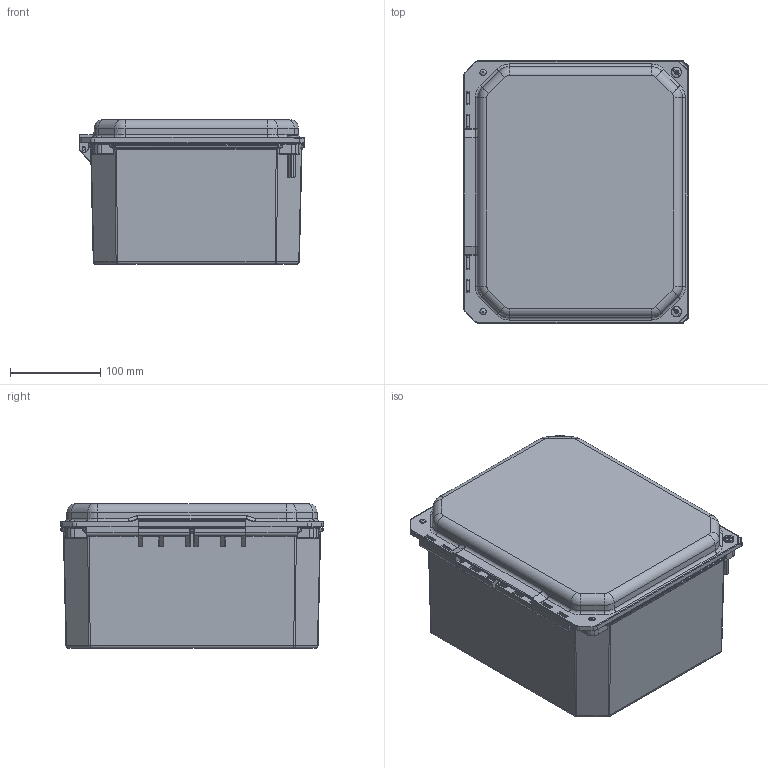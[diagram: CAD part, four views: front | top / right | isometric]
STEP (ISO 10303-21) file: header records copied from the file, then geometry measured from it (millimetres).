
FILE_DESCRIPTION (( 'STEP AP214' ), '1' );
FILE_NAME ('FRCC100806HW.STEP', '2018-11-01T19:15:52', ( '' ), ( '' ), 'SwSTEP 2.0', 'SolidWorks 2018', '' );
FILE_SCHEMA (( 'AUTOMOTIVE_DESIGN' ));
Length unit declared in the file: inch
Products named in the file (1): FRCC100806HW
Bounding box: 248.95 x 290.16 x 160.32 mm (x, y, z)
Volume: 1022992.6 mm3; surface area: 615967.3 mm2
Topology: 23 solids, 23 shells, 2000 faces, 4852 edges, 2835 vertices
Faces by surface type: cylinder 754, bspline 556, plane 546, cone 126, torus 18
Full cylindrical faces by diameter (mm): 3.429 x2, 3.48 x4, 3.81 x2, 3.861 x8, 3.962 x12, 5.055 x2, 5.3 x2, 5.563 x4, 6.248 x12, 6.401 x4, 7.925 x4, 11.43 x2
Entity records: 108064 total; most frequent: CARTESIAN_POINT 41574, ORIENTED_EDGE 9240, DIRECTION 6598, EDGE_CURVE 4620, VERTEX_POINT 2790, AXIS2_PLACEMENT_3D 2264, EDGE_LOOP 2198, FACE_OUTER_BOUND 2090
